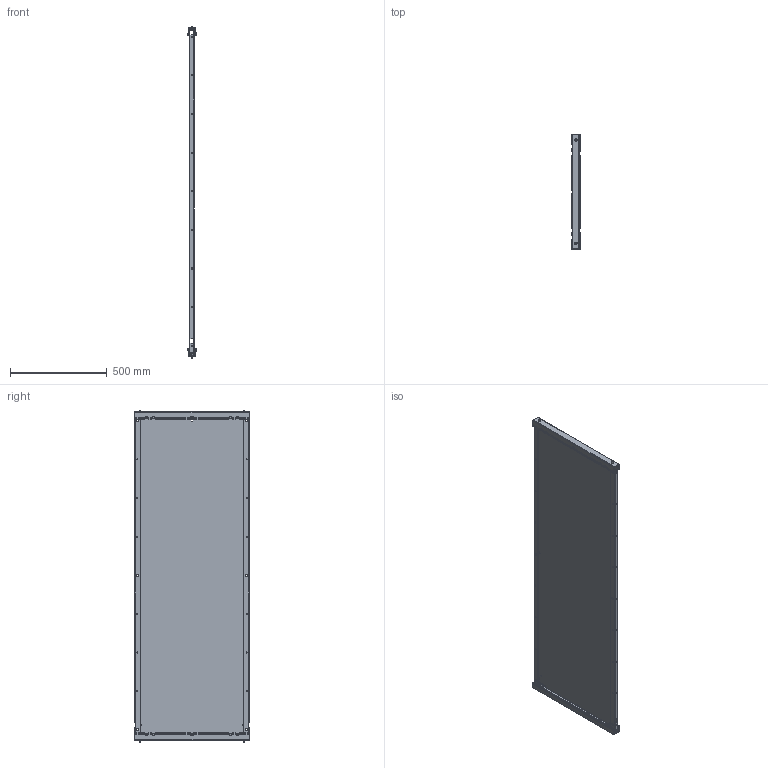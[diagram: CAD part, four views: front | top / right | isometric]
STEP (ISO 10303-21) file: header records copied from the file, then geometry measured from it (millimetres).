
FILE_DESCRIPTION(('CATIA V5 STEP Exchange'),'2;1');
FILE_NAME('EA1960.stp','2013-11-19T14:29:27+00:00',('none'),('none'),'CATIA Version 5 Release 20 SP 6 (IN-10)','CATIA V5 STEP AP203','none');
FILE_SCHEMA(('CONFIG_CONTROL_DESIGN'));
Length unit declared in the file: millimetre
Products named in the file (1): Assieme_piastra_laterale_1800x0600
Assembly tree (17 placements, depth 2):
  Assieme_piastra_laterale_1800x0600
    #58  x2
    #6458
    #17378  x2
    #23903  x2
    #24165  x6
    #25099  x4
Bounding box: 45.49 x 593 x 1719.6 mm (x, y, z)
Volume: 3337514.9 mm3; surface area: 2681173.6 mm2
Topology: 17 solids, 17 shells, 1416 faces, 3564 edges, 2150 vertices
Faces by surface type: plane 638, cylinder 536, torus 72, sphere 54, cone 52, bspline 52, revolution 12
Entity records: 25728 total; most frequent: CARTESIAN_POINT 6727, ORIENTED_EDGE 4116, DIRECTION 3302, EDGE_CURVE 2058, AXIS2_PLACEMENT_3D 1477, VERTEX_POINT 1277, VECTOR 1106, LINE 1106
